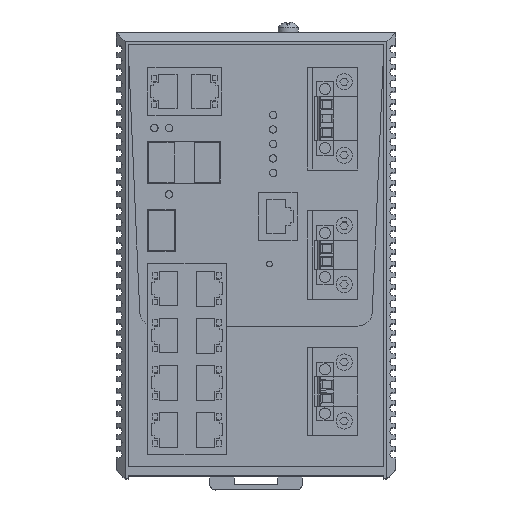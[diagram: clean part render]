
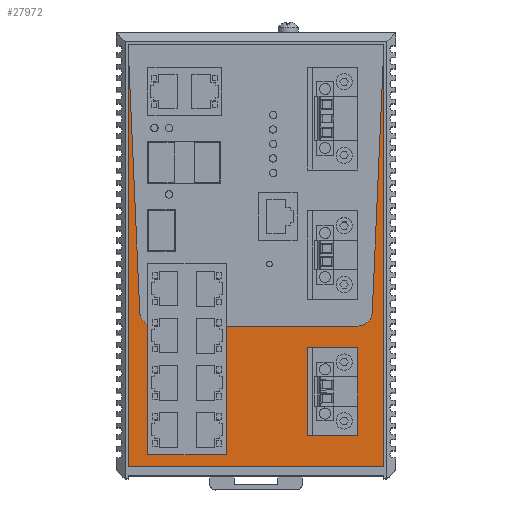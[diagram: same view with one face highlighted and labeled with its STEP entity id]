
A CAD part, top view. The second image highlights one B-rep face of the part: STEP entity #27972.
In plain terms, the highlighted planar face has unit normal (0, 0, 1).
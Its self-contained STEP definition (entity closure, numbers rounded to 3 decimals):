
#27614=AXIS2_PLACEMENT_3D('Circle Axis2P3D',#27612,#27613,$) ;
#27702=AXIS2_PLACEMENT_3D('Circle Axis2P3D',#27700,#27701,$) ;
#27951=AXIS2_PLACEMENT_3D('Plane Axis2P3D',#27948,#27949,#27950) ;
#1210=CARTESIAN_POINT('Line Origine',(65.85,33.75,158.65)) ;
#1214=CARTESIAN_POINT('Vertex',(65.85,48.99,158.65)) ;
#1216=CARTESIAN_POINT('Vertex',(65.85,18.51,158.65)) ;
#1554=CARTESIAN_POINT('Line Origine',(74.6,48.99,158.65)) ;
#1558=CARTESIAN_POINT('Vertex',(83.35,48.99,158.65)) ;
#1588=CARTESIAN_POINT('Line Origine',(83.35,33.75,158.65)) ;
#1592=CARTESIAN_POINT('Vertex',(83.35,18.51,158.65)) ;
#1620=CARTESIAN_POINT('Line Origine',(74.6,18.51,158.65)) ;
#27113=CARTESIAN_POINT('Line Origine',(48.2,7.7,158.65)) ;
#27117=CARTESIAN_POINT('Vertex',(92.4,7.7,158.65)) ;
#27119=CARTESIAN_POINT('Vertex',(4.,7.7,158.65)) ;
#27265=CARTESIAN_POINT('Line Origine',(24.375,11.945,158.65)) ;
#27269=CARTESIAN_POINT('Vertex',(10.75,11.945,158.65)) ;
#27271=CARTESIAN_POINT('Vertex',(38.,11.945,158.65)) ;
#27303=CARTESIAN_POINT('Vertex',(4.,153.7,158.65)) ;
#27311=CARTESIAN_POINT('Line Origine',(4.,80.7,158.65)) ;
#27364=CARTESIAN_POINT('Line Origine',(92.4,80.7,158.65)) ;
#27368=CARTESIAN_POINT('Vertex',(92.4,153.7,158.65)) ;
#27537=CARTESIAN_POINT('Vertex',(38.,56.367,158.65)) ;
#27545=CARTESIAN_POINT('Line Origine',(38.,34.156,158.65)) ;
#27582=CARTESIAN_POINT('Vertex',(10.75,56.92,158.65)) ;
#27585=CARTESIAN_POINT('Line Origine',(10.75,34.432,158.65)) ;
#27609=CARTESIAN_POINT('Vertex',(8.041,61.149,158.65)) ;
#27612=CARTESIAN_POINT('Axis2P3D Location',(13.036,61.367,158.65)) ;
#27635=CARTESIAN_POINT('Line Origine',(6.02,107.424,158.65)) ;
#27672=CARTESIAN_POINT('Vertex',(88.359,61.149,158.65)) ;
#27675=CARTESIAN_POINT('Line Origine',(90.38,107.424,158.65)) ;
#27697=CARTESIAN_POINT('Vertex',(83.364,56.367,158.65)) ;
#27700=CARTESIAN_POINT('Axis2P3D Location',(83.364,61.367,158.65)) ;
#27718=CARTESIAN_POINT('Line Origine',(60.682,56.367,158.65)) ;
#27948=CARTESIAN_POINT('Axis2P3D Location',(47.32,80.9,158.65)) ;
#1211=DIRECTION('Vector Direction',(0.,-1.,0.)) ;
#1555=DIRECTION('Vector Direction',(-1.,0.,0.)) ;
#1589=DIRECTION('Vector Direction',(0.,-1.,0.)) ;
#1621=DIRECTION('Vector Direction',(1.,0.,0.)) ;
#27114=DIRECTION('Vector Direction',(-1.,0.,0.)) ;
#27266=DIRECTION('Vector Direction',(1.,0.,0.)) ;
#27312=DIRECTION('Vector Direction',(0.,-1.,0.)) ;
#27365=DIRECTION('Vector Direction',(0.,-1.,0.)) ;
#27546=DIRECTION('Vector Direction',(0.,1.,0.)) ;
#27586=DIRECTION('Vector Direction',(0.,-1.,0.)) ;
#27613=DIRECTION('Axis2P3D Direction',(0.,0.,1.)) ;
#27636=DIRECTION('Vector Direction',(-0.044,0.999,0.)) ;
#27676=DIRECTION('Vector Direction',(-0.044,-0.999,0.)) ;
#27701=DIRECTION('Axis2P3D Direction',(0.,0.,1.)) ;
#27719=DIRECTION('Vector Direction',(-1.,0.,0.)) ;
#27949=DIRECTION('Axis2P3D Direction',(0.,0.,1.)) ;
#27950=DIRECTION('Axis2P3D XDirection',(1.,0.,0.)) ;
#1212=VECTOR('Line Direction',#1211,1.) ;
#1556=VECTOR('Line Direction',#1555,1.) ;
#1590=VECTOR('Line Direction',#1589,1.) ;
#1622=VECTOR('Line Direction',#1621,1.) ;
#27115=VECTOR('Line Direction',#27114,1.) ;
#27267=VECTOR('Line Direction',#27266,1.) ;
#27313=VECTOR('Line Direction',#27312,1.) ;
#27366=VECTOR('Line Direction',#27365,1.) ;
#27547=VECTOR('Line Direction',#27546,1.) ;
#27587=VECTOR('Line Direction',#27586,1.) ;
#27637=VECTOR('Line Direction',#27636,1.) ;
#27677=VECTOR('Line Direction',#27676,1.) ;
#27720=VECTOR('Line Direction',#27719,1.) ;
#27954=ORIENTED_EDGE('',*,*,#27315,.T.) ;
#27955=ORIENTED_EDGE('',*,*,#27121,.F.) ;
#27956=ORIENTED_EDGE('',*,*,#27370,.F.) ;
#27957=ORIENTED_EDGE('',*,*,#27679,.F.) ;
#27958=ORIENTED_EDGE('',*,*,#27704,.F.) ;
#27959=ORIENTED_EDGE('',*,*,#27722,.F.) ;
#27960=ORIENTED_EDGE('',*,*,#27549,.F.) ;
#27961=ORIENTED_EDGE('',*,*,#27273,.F.) ;
#27962=ORIENTED_EDGE('',*,*,#27589,.F.) ;
#27963=ORIENTED_EDGE('',*,*,#27616,.F.) ;
#27964=ORIENTED_EDGE('',*,*,#27639,.F.) ;
#27967=ORIENTED_EDGE('',*,*,#1594,.T.) ;
#27968=ORIENTED_EDGE('',*,*,#1624,.F.) ;
#27969=ORIENTED_EDGE('',*,*,#1218,.F.) ;
#27970=ORIENTED_EDGE('',*,*,#1560,.F.) ;
#27971=FACE_BOUND('',#27966,.T.) ;
#27972=ADVANCED_FACE('SWITCH',(#27965,#27971),#27952,.T.) ;
#27615=CIRCLE('generated circle',#27614,5.) ;
#27703=CIRCLE('generated circle',#27702,5.) ;
#1218=EDGE_CURVE('',#1215,#1217,#1213,.T.) ;
#1560=EDGE_CURVE('',#1559,#1215,#1557,.T.) ;
#1594=EDGE_CURVE('',#1559,#1593,#1591,.T.) ;
#1624=EDGE_CURVE('',#1217,#1593,#1623,.T.) ;
#27121=EDGE_CURVE('',#27118,#27120,#27116,.T.) ;
#27273=EDGE_CURVE('',#27270,#27272,#27268,.T.) ;
#27315=EDGE_CURVE('',#27304,#27120,#27314,.T.) ;
#27370=EDGE_CURVE('',#27369,#27118,#27367,.T.) ;
#27549=EDGE_CURVE('',#27272,#27538,#27548,.T.) ;
#27589=EDGE_CURVE('',#27583,#27270,#27588,.T.) ;
#27616=EDGE_CURVE('',#27610,#27583,#27615,.T.) ;
#27639=EDGE_CURVE('',#27304,#27610,#27638,.F.) ;
#27679=EDGE_CURVE('',#27673,#27369,#27678,.F.) ;
#27704=EDGE_CURVE('',#27698,#27673,#27703,.T.) ;
#27722=EDGE_CURVE('',#27538,#27698,#27721,.F.) ;
#27953=EDGE_LOOP('',(#27954,#27955,#27956,#27957,#27958,#27959,#27960,#27961,#27962,#27963,#27964)) ;
#27966=EDGE_LOOP('',(#27967,#27968,#27969,#27970)) ;
#27965=FACE_OUTER_BOUND('',#27953,.T.) ;
#1213=LINE('Line',#1210,#1212) ;
#1557=LINE('Line',#1554,#1556) ;
#1591=LINE('Line',#1588,#1590) ;
#1623=LINE('Line',#1620,#1622) ;
#27116=LINE('Line',#27113,#27115) ;
#27268=LINE('Line',#27265,#27267) ;
#27314=LINE('Line',#27311,#27313) ;
#27367=LINE('Line',#27364,#27366) ;
#27548=LINE('Line',#27545,#27547) ;
#27588=LINE('Line',#27585,#27587) ;
#27638=LINE('Line',#27635,#27637) ;
#27678=LINE('Line',#27675,#27677) ;
#27721=LINE('Line',#27718,#27720) ;
#27952=PLANE('',#27951) ;
#1215=VERTEX_POINT('',#1214) ;
#1217=VERTEX_POINT('',#1216) ;
#1559=VERTEX_POINT('',#1558) ;
#1593=VERTEX_POINT('',#1592) ;
#27118=VERTEX_POINT('',#27117) ;
#27120=VERTEX_POINT('',#27119) ;
#27270=VERTEX_POINT('',#27269) ;
#27272=VERTEX_POINT('',#27271) ;
#27304=VERTEX_POINT('',#27303) ;
#27369=VERTEX_POINT('',#27368) ;
#27538=VERTEX_POINT('',#27537) ;
#27583=VERTEX_POINT('',#27582) ;
#27610=VERTEX_POINT('',#27609) ;
#27673=VERTEX_POINT('',#27672) ;
#27698=VERTEX_POINT('',#27697) ;
